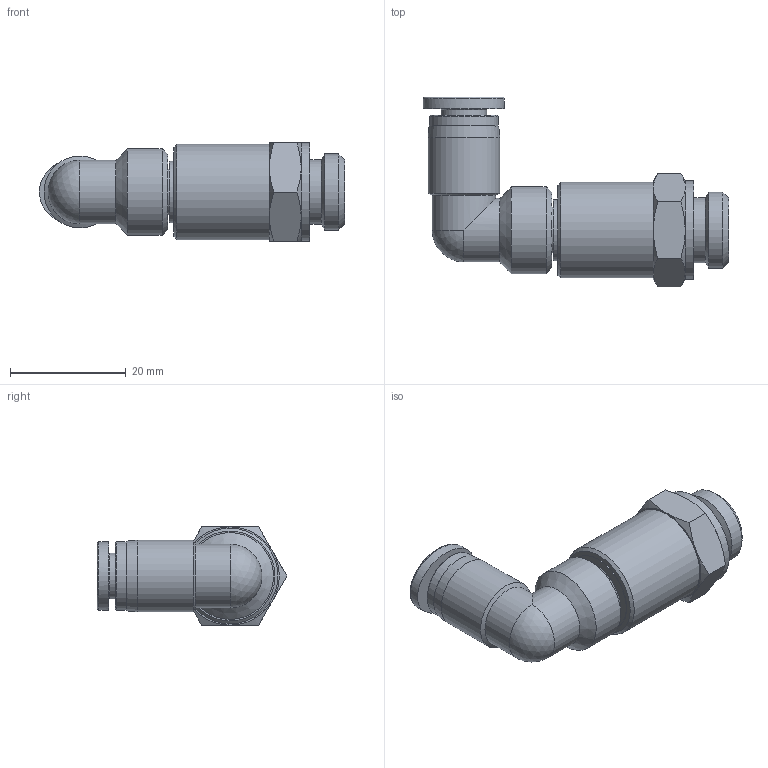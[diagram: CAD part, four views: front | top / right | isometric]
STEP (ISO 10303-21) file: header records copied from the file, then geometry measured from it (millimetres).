
FILE_DESCRIPTION((''),'2;1');
FILE_NAME('NHRL 06-G02.stp','2016-07-08T15:58:58',('Administrator'),(''),'Autodesk Inventor 2013','Autodesk Inventor 2013','');
FILE_SCHEMA(('CONFIG_CONTROL_DESIGN'));
Length unit declared in the file: millimetre
Products named in the file (5): NHRL 06-G02; HOUSING H8-G02; COUPLING-06H; NHRL BODY-6H; SLEEVE N06L
Assembly tree (4 placements, depth 2):
  NHRL 06-G02
    HOUSING H8-G02
    COUPLING-06H
    NHRL BODY-6H
    SLEEVE N06L
Bounding box: 52.75 x 32.81 x 17 mm (x, y, z)
Volume: 9999.4 mm3; surface area: 4658.7 mm2
Topology: 4 solids, 4 shells, 64 faces, 117 edges, 69 vertices
Faces by surface type: cone 23, plane 22, cylinder 15, bspline 2, torus 1, sphere 1
Full cylindrical faces by diameter (mm): 6.2 x2, 7.9 x1, 8 x1, 10.6 x1, 11 x2, 11.2 x1, 11.9 x1, 12.4 x1, 13.16 x1, 13.8 x1, 15 x1, 16.5 x1, 17 x1
Entity records: 1629 total; most frequent: CARTESIAN_POINT 399, DIRECTION 256, ORIENTED_EDGE 172, AXIS2_PLACEMENT_3D 125, EDGE_LOOP 102, EDGE_CURVE 86, VERTEX_POINT 66, FACE_OUTER_BOUND 64
